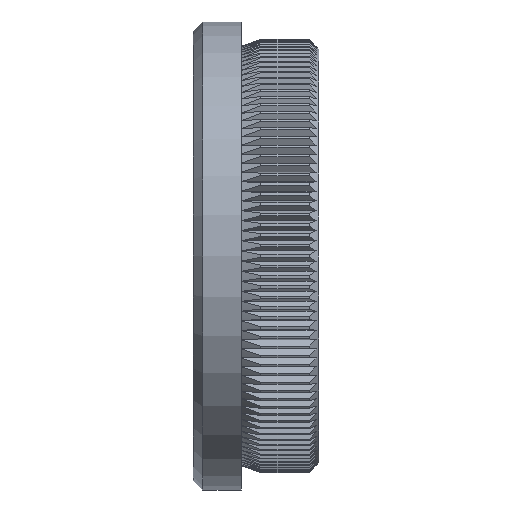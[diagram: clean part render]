
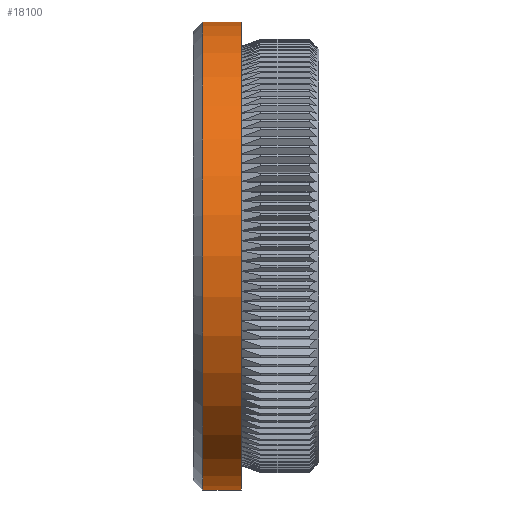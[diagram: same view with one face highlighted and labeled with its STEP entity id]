
A CAD part, left-side view. The second image highlights one B-rep face of the part: STEP entity #18100.
In plain terms, the highlighted cylindrical face has radius 24.15 mm (diameter 48.3 mm), a partial arc.
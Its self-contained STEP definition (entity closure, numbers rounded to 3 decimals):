
#491 = CARTESIAN_POINT ( 'NONE',  ( 0., 0., 24.15 ) ) ;
#928 = DIRECTION ( 'NONE',  ( 0., 0., -1. ) ) ;
#1225 = DIRECTION ( 'NONE',  ( 0., -1., 0. ) ) ;
#2593 = LINE ( 'NONE', #491, #14246 ) ;
#4245 = DIRECTION ( 'NONE',  ( 0., 0., -1. ) ) ;
#4502 = VECTOR ( 'NONE', #9343, 1000. ) ;
#6503 = EDGE_CURVE ( 'NONE', #24495, #22218, #26755, .T. ) ;
#7352 = CYLINDRICAL_SURFACE ( 'NONE', #7963, 24.15 ) ;
#7963 = AXIS2_PLACEMENT_3D ( 'NONE', #11536, #8810, #4245 ) ;
#8123 = LINE ( 'NONE', #11762, #4502 ) ;
#8181 = VERTEX_POINT ( 'NONE', #17445 ) ;
#8686 = VERTEX_POINT ( 'NONE', #29979 ) ;
#8777 = AXIS2_PLACEMENT_3D ( 'NONE', #27988, #16602, #18830 ) ;
#8810 = DIRECTION ( 'NONE',  ( 0., -1., 0. ) ) ;
#9230 = AXIS2_PLACEMENT_3D ( 'NONE', #15080, #1225, #928 ) ;
#9343 = DIRECTION ( 'NONE',  ( 0., -1., 0. ) ) ;
#9927 = FACE_OUTER_BOUND ( 'NONE', #12620, .T. ) ;
#11536 = CARTESIAN_POINT ( 'NONE',  ( 0., 0., 0. ) ) ;
#11762 = CARTESIAN_POINT ( 'NONE',  ( 0., 0., -24.15 ) ) ;
#12620 = EDGE_LOOP ( 'NONE', ( #18948, #19633, #28232, #28032 ) ) ;
#14246 = VECTOR ( 'NONE', #19108, 1000. ) ;
#15080 = CARTESIAN_POINT ( 'NONE',  ( 0., 8., 0. ) ) ;
#16491 = EDGE_CURVE ( 'NONE', #22218, #8686, #8123, .T. ) ;
#16602 = DIRECTION ( 'NONE',  ( 0., -1., 0. ) ) ;
#17260 = CARTESIAN_POINT ( 'NONE',  ( 0., 12., 24.15 ) ) ;
#17445 = CARTESIAN_POINT ( 'NONE',  ( 0., 8., 24.15 ) ) ;
#18100 = ADVANCED_FACE ( 'NONE', ( #9927 ), #7352, .T. ) ;
#18830 = DIRECTION ( 'NONE',  ( 0., 0., 1. ) ) ;
#18948 = ORIENTED_EDGE ( 'NONE', *, *, #25400, .F. ) ;
#19108 = DIRECTION ( 'NONE',  ( 0., -1., 0. ) ) ;
#19633 = ORIENTED_EDGE ( 'NONE', *, *, #6503, .T. ) ;
#20532 = CIRCLE ( 'NONE', #9230, 24.15 ) ;
#21803 = CARTESIAN_POINT ( 'NONE',  ( 0., 12., -24.15 ) ) ;
#22218 = VERTEX_POINT ( 'NONE', #21803 ) ;
#22465 = EDGE_CURVE ( 'NONE', #8181, #8686, #20532, .T. ) ;
#24495 = VERTEX_POINT ( 'NONE', #17260 ) ;
#25400 = EDGE_CURVE ( 'NONE', #24495, #8181, #2593, .T. ) ;
#26755 = CIRCLE ( 'NONE', #8777, 24.15 ) ;
#27988 = CARTESIAN_POINT ( 'NONE',  ( 0., 12., 0. ) ) ;
#28032 = ORIENTED_EDGE ( 'NONE', *, *, #22465, .F. ) ;
#28232 = ORIENTED_EDGE ( 'NONE', *, *, #16491, .T. ) ;
#29979 = CARTESIAN_POINT ( 'NONE',  ( 0., 8., -24.15 ) ) ;
